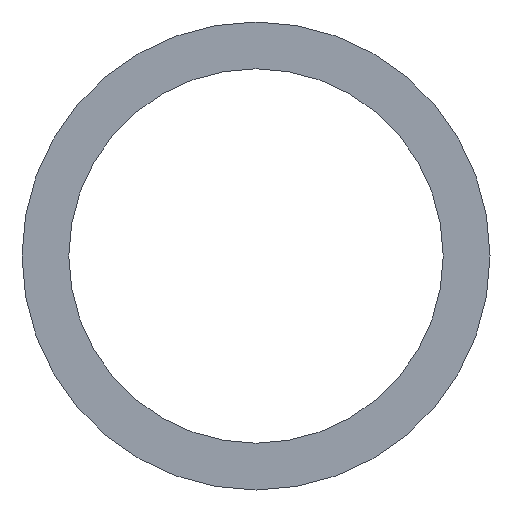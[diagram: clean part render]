
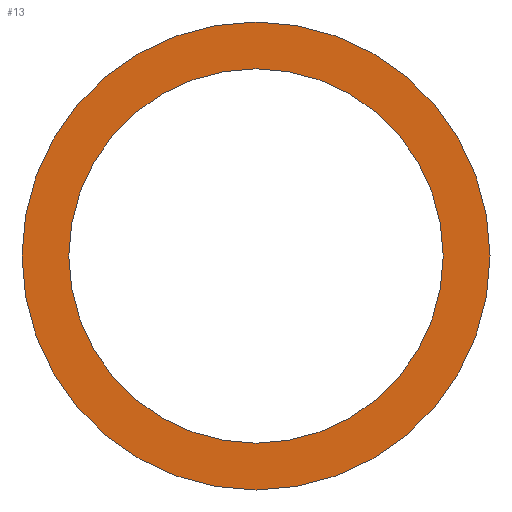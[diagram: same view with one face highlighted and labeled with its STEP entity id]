
A CAD part, front view. The second image highlights one B-rep face of the part: STEP entity #13.
In plain terms, the highlighted planar face has unit normal (0, -1, 0).
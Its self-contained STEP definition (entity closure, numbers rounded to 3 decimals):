
#4 = CARTESIAN_POINT ( 'NONE',  ( 0., 0., -4. ) ) ;
#13 = ADVANCED_FACE ( 'NONE', ( #120, #182 ), #79, .F. ) ;
#22 = CARTESIAN_POINT ( 'NONE',  ( 0., 0., 0. ) ) ;
#48 = EDGE_CURVE ( 'NONE', #241, #204, #66, .T. ) ;
#50 = EDGE_LOOP ( 'NONE', ( #214, #196 ) ) ;
#54 = AXIS2_PLACEMENT_3D ( 'NONE', #187, #232, #100 ) ;
#55 = DIRECTION ( 'NONE',  ( 0., 0., 1. ) ) ;
#56 = DIRECTION ( 'NONE',  ( 0., 0., 1. ) ) ;
#62 = DIRECTION ( 'NONE',  ( 0., 1., 0. ) ) ;
#66 = CIRCLE ( 'NONE', #249, 4. ) ;
#75 = VERTEX_POINT ( 'NONE', #143 ) ;
#76 = EDGE_CURVE ( 'NONE', #204, #241, #234, .T. ) ;
#79 = PLANE ( 'NONE',  #210 ) ;
#80 = CIRCLE ( 'NONE', #54, 5. ) ;
#81 = CARTESIAN_POINT ( 'NONE',  ( 0., 0., 0. ) ) ;
#83 = DIRECTION ( 'NONE',  ( 0., 0., 1. ) ) ;
#86 = AXIS2_PLACEMENT_3D ( 'NONE', #22, #62, #83 ) ;
#94 = CARTESIAN_POINT ( 'NONE',  ( 0., 0., 0. ) ) ;
#98 = AXIS2_PLACEMENT_3D ( 'NONE', #168, #181, #227 ) ;
#100 = DIRECTION ( 'NONE',  ( 0., 0., 1. ) ) ;
#112 = VERTEX_POINT ( 'NONE', #185 ) ;
#115 = CIRCLE ( 'NONE', #86, 5. ) ;
#120 = FACE_OUTER_BOUND ( 'NONE', #50, .T. ) ;
#124 = ORIENTED_EDGE ( 'NONE', *, *, #48, .T. ) ;
#143 = CARTESIAN_POINT ( 'NONE',  ( 0., 0., 5. ) ) ;
#146 = DIRECTION ( 'NONE',  ( 0., 1., 0. ) ) ;
#162 = EDGE_LOOP ( 'NONE', ( #222, #124 ) ) ;
#168 = CARTESIAN_POINT ( 'NONE',  ( 0., 0., 0. ) ) ;
#181 = DIRECTION ( 'NONE',  ( 0., 1., 0. ) ) ;
#182 = FACE_BOUND ( 'NONE', #162, .T. ) ;
#185 = CARTESIAN_POINT ( 'NONE',  ( 0., 0., -5. ) ) ;
#187 = CARTESIAN_POINT ( 'NONE',  ( 0., 0., 0. ) ) ;
#192 = CARTESIAN_POINT ( 'NONE',  ( 0., 0., 4. ) ) ;
#196 = ORIENTED_EDGE ( 'NONE', *, *, #202, .F. ) ;
#202 = EDGE_CURVE ( 'NONE', #75, #112, #80, .T. ) ;
#204 = VERTEX_POINT ( 'NONE', #4 ) ;
#210 = AXIS2_PLACEMENT_3D ( 'NONE', #94, #146, #56 ) ;
#214 = ORIENTED_EDGE ( 'NONE', *, *, #245, .F. ) ;
#222 = ORIENTED_EDGE ( 'NONE', *, *, #76, .T. ) ;
#227 = DIRECTION ( 'NONE',  ( 0., 0., 1. ) ) ;
#228 = DIRECTION ( 'NONE',  ( 0., 1., 0. ) ) ;
#232 = DIRECTION ( 'NONE',  ( 0., 1., 0. ) ) ;
#234 = CIRCLE ( 'NONE', #98, 4. ) ;
#241 = VERTEX_POINT ( 'NONE', #192 ) ;
#245 = EDGE_CURVE ( 'NONE', #112, #75, #115, .T. ) ;
#249 = AXIS2_PLACEMENT_3D ( 'NONE', #81, #228, #55 ) ;
